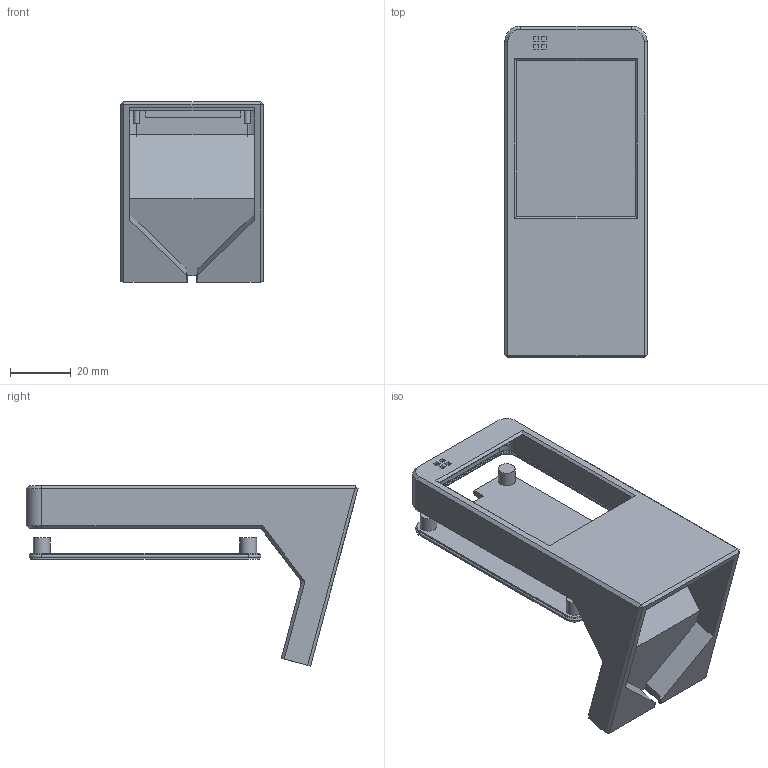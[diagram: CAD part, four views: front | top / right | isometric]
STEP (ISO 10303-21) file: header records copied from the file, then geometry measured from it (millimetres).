
FILE_DESCRIPTION(/* description */ (''),/* implementation_level */ '2;1');
FILE_NAME(/* name */ 'case for the boards v4.step',/* time_stamp */ '2025-07-29T22:55:47+02:00',/* author */ (''),/* organization */ (''),/* preprocessor_version */ 'ST-DEVELOPER v20.1',/* originating_system */ 'Autodesk Translation Framework v14.10.0.0',/* authorisation */ '');
FILE_SCHEMA (('AUTOMOTIVE_DESIGN { 1 0 10303 214 3 1 1 }'));
Length unit declared in the file: millimetre
Products named in the file (1): 3aaa baterry case
Bounding box: 46.9 x 109.36 x 59.39 mm (x, y, z)
Volume: 29306.5 mm3; surface area: 28520.8 mm2
Topology: 2 solids, 2 shells, 174 faces, 412 edges, 250 vertices
Faces by surface type: plane 102, cylinder 48, torus 12, bspline 8, cone 4
Full cylindrical faces by diameter (mm): 2 x4, 5.5 x4
Entity records: 5204 total; most frequent: CARTESIAN_POINT 1112, DIRECTION 844, ORIENTED_EDGE 824, EDGE_CURVE 412, LINE 290, VECTOR 290, AXIS2_PLACEMENT_3D 277, VERTEX_POINT 250
